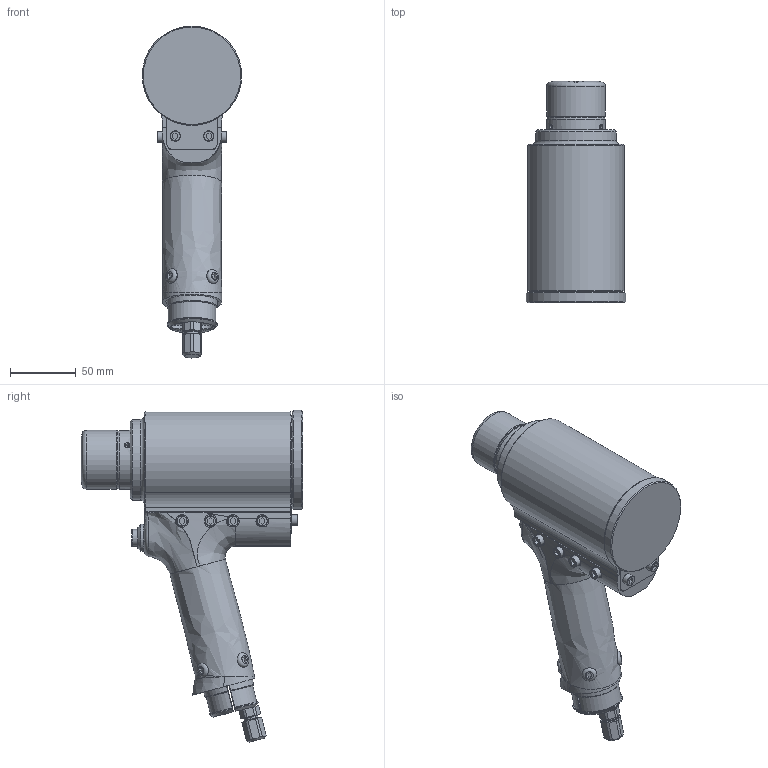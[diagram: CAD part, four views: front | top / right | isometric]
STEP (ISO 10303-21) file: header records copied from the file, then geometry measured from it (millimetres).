
FILE_DESCRIPTION(/* description */ (''),/* implementation_level */ '2;1');
FILE_NAME(/* name */ 'SFBTT2020-ST_99-7881_CLR.stp',/* time_stamp */ '2010-06-03T13:30:57-04:00',/* author */ (''),/* organization */ (''),/* preprocessor_version */ 'ST-DEVELOPER v11',/* originating_system */ 'SIEMENS PLM Software NX 7.0',/* authorisation */ '');
FILE_SCHEMA (('AUTOMOTIVE_DESIGN { 1 0 10303 214 1 1 1 1 }'));
Length unit declared in the file: inch
Products named in the file (1): SFBTT2020-ST_99-7881_CLR
Bounding box: 75.44 x 167.81 x 251.7 mm (x, y, z)
Volume: 811874.1 mm3; surface area: 134651.1 mm2
Topology: 13 solids, 17 shells, 812 faces, 2066 edges, 1328 vertices
Faces by surface type: plane 393, cylinder 229, cone 86, bspline 51, torus 39, sphere 10, revolution 4
Full cylindrical faces by diameter (mm): 1.016 x9, 1.524 x4, 1.778 x3, 2.819 x1, 3.18 x1, 3.825 x1, 3.835 x2, 4.064 x1, 4.166 x3, 4.826 x8, 4.851 x1, 5.29 x12, 5.544 x14, 5.791 x1, 6.35 x5, 7.341 x1, 7.925 x2, 7.938 x8, 9.347 x1, 9.474 x1, 9.525 x1, 10.858 x1, 12.7 x1, 20.625 x1, 44.399 x1, 44.45 x1, 61.062 x1, 66.408 x1, 75.438 x1
Entity records: 29373 total; most frequent: CARTESIAN_POINT 11215, ORIENTED_EDGE 3612, DIRECTION 3550, EDGE_CURVE 1806, AXIS2_PLACEMENT_3D 1388, VERTEX_POINT 1258, EDGE_LOOP 1088, ADVANCED_FACE 812
